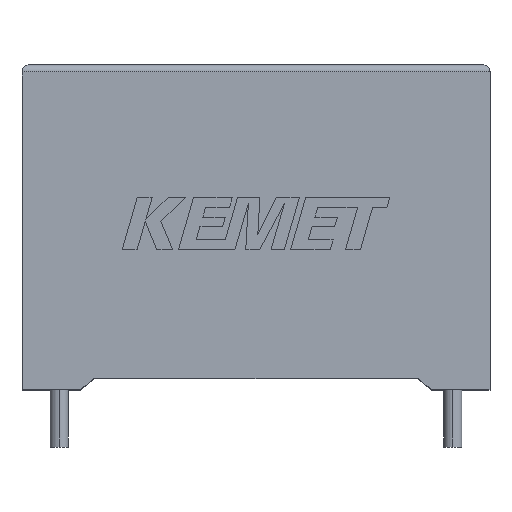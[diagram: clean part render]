
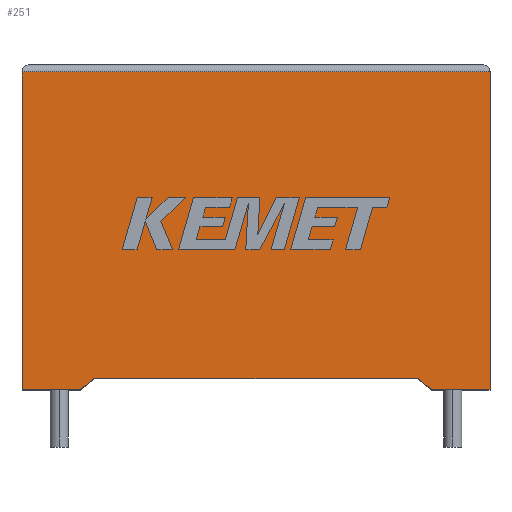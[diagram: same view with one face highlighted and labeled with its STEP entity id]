
A CAD part, top view. The second image highlights one B-rep face of the part: STEP entity #251.
In plain terms, the highlighted planar face has unit normal (0, 0, 1).
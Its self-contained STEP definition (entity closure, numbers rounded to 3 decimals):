
#117 = CARTESIAN_POINT ( 'NONE',  ( 0., 0., 13.7 ) ) ;
#158 = ORIENTED_EDGE ( 'NONE', *, *, #1510, .F. ) ;
#181 = EDGE_CURVE ( 'NONE', #1228, #717, #1713, .T. ) ;
#241 = EDGE_CURVE ( 'NONE', #717, #1865, #2101, .T. ) ;
#251 = ADVANCED_FACE ( 'NONE', ( #2051 ), #539, .F. ) ;
#282 = CARTESIAN_POINT ( 'NONE',  ( 0., 0., 13.7 ) ) ;
#334 = ORIENTED_EDGE ( 'NONE', *, *, #1036, .T. ) ;
#361 = LINE ( 'NONE', #1259, #2828 ) ;
#480 = ORIENTED_EDGE ( 'NONE', *, *, #973, .F. ) ;
#539 = PLANE ( 'NONE',  #784 ) ;
#581 = DIRECTION ( 'NONE',  ( -1., 0., 0. ) ) ;
#717 = VERTEX_POINT ( 'NONE', #2779 ) ;
#757 = CARTESIAN_POINT ( 'NONE',  ( 5.008, 0.783, 13.7 ) ) ;
#784 = AXIS2_PLACEMENT_3D ( 'NONE', #1250, #2883, #1476 ) ;
#817 = CARTESIAN_POINT ( 'NONE',  ( 32.7, 22.2, 13.7 ) ) ;
#973 = EDGE_CURVE ( 'NONE', #2866, #3014, #2682, .T. ) ;
#974 = EDGE_CURVE ( 'NONE', #2263, #1228, #2221, .T. ) ;
#977 = DIRECTION ( 'NONE',  ( -1., 0., 0. ) ) ;
#1036 = EDGE_CURVE ( 'NONE', #1284, #2263, #1899, .T. ) ;
#1037 = VECTOR ( 'NONE', #2515, 1000. ) ;
#1171 = VECTOR ( 'NONE', #1328, 1000. ) ;
#1191 = EDGE_CURVE ( 'NONE', #2866, #1284, #361, .T. ) ;
#1228 = VERTEX_POINT ( 'NONE', #817 ) ;
#1250 = CARTESIAN_POINT ( 'NONE',  ( 0., 0., 13.7 ) ) ;
#1259 = CARTESIAN_POINT ( 'NONE',  ( 28.6, 0., 13.7 ) ) ;
#1267 = DIRECTION ( 'NONE',  ( 0.757, -0.653, 0. ) ) ;
#1284 = VERTEX_POINT ( 'NONE', #2295 ) ;
#1328 = DIRECTION ( 'NONE',  ( 0., 1., 0. ) ) ;
#1390 = ORIENTED_EDGE ( 'NONE', *, *, #181, .T. ) ;
#1449 = VECTOR ( 'NONE', #581, 1000. ) ;
#1463 = CARTESIAN_POINT ( 'NONE',  ( 0., 0., 13.7 ) ) ;
#1476 = DIRECTION ( 'NONE',  ( -1., 0., 0. ) ) ;
#1489 = CARTESIAN_POINT ( 'NONE',  ( 16.35, 0.783, 13.7 ) ) ;
#1510 = EDGE_CURVE ( 'NONE', #3014, #2149, #1662, .T. ) ;
#1555 = ORIENTED_EDGE ( 'NONE', *, *, #974, .T. ) ;
#1590 = CARTESIAN_POINT ( 'NONE',  ( 4.1, 0., 13.7 ) ) ;
#1662 = LINE ( 'NONE', #1590, #1888 ) ;
#1685 = CARTESIAN_POINT ( 'NONE',  ( 32.7, 0., 13.7 ) ) ;
#1713 = LINE ( 'NONE', #1916, #2201 ) ;
#1739 = ORIENTED_EDGE ( 'NONE', *, *, #2987, .T. ) ;
#1840 = DIRECTION ( 'NONE',  ( -0.757, -0.653, 0. ) ) ;
#1865 = VERTEX_POINT ( 'NONE', #2843 ) ;
#1888 = VECTOR ( 'NONE', #1840, 1000. ) ;
#1899 = LINE ( 'NONE', #117, #1037 ) ;
#1904 = EDGE_LOOP ( 'NONE', ( #1555, #1390, #2154, #1739, #158, #480, #2368, #334 ) ) ;
#1916 = CARTESIAN_POINT ( 'NONE',  ( 0., 22.2, 13.7 ) ) ;
#1925 = LINE ( 'NONE', #1463, #2739 ) ;
#2051 = FACE_OUTER_BOUND ( 'NONE', #1904, .T. ) ;
#2101 = LINE ( 'NONE', #282, #2455 ) ;
#2116 = CARTESIAN_POINT ( 'NONE',  ( 4.1, 0., 13.7 ) ) ;
#2149 = VERTEX_POINT ( 'NONE', #2116 ) ;
#2154 = ORIENTED_EDGE ( 'NONE', *, *, #241, .T. ) ;
#2201 = VECTOR ( 'NONE', #977, 1000. ) ;
#2221 = LINE ( 'NONE', #2697, #1171 ) ;
#2263 = VERTEX_POINT ( 'NONE', #1685 ) ;
#2295 = CARTESIAN_POINT ( 'NONE',  ( 28.6, 0., 13.7 ) ) ;
#2368 = ORIENTED_EDGE ( 'NONE', *, *, #1191, .T. ) ;
#2455 = VECTOR ( 'NONE', #2857, 1000. ) ;
#2493 = CARTESIAN_POINT ( 'NONE',  ( 27.692, 0.783, 13.7 ) ) ;
#2515 = DIRECTION ( 'NONE',  ( 1., 0., 0. ) ) ;
#2682 = LINE ( 'NONE', #1489, #1449 ) ;
#2697 = CARTESIAN_POINT ( 'NONE',  ( 32.7, 0., 13.7 ) ) ;
#2739 = VECTOR ( 'NONE', #2793, 1000. ) ;
#2779 = CARTESIAN_POINT ( 'NONE',  ( 0., 22.2, 13.7 ) ) ;
#2793 = DIRECTION ( 'NONE',  ( 1., 0., 0. ) ) ;
#2828 = VECTOR ( 'NONE', #1267, 1000. ) ;
#2843 = CARTESIAN_POINT ( 'NONE',  ( 0., 0., 13.7 ) ) ;
#2857 = DIRECTION ( 'NONE',  ( 0., -1., 0. ) ) ;
#2866 = VERTEX_POINT ( 'NONE', #2493 ) ;
#2883 = DIRECTION ( 'NONE',  ( 0., 0., -1. ) ) ;
#2987 = EDGE_CURVE ( 'NONE', #1865, #2149, #1925, .T. ) ;
#3014 = VERTEX_POINT ( 'NONE', #757 ) ;
